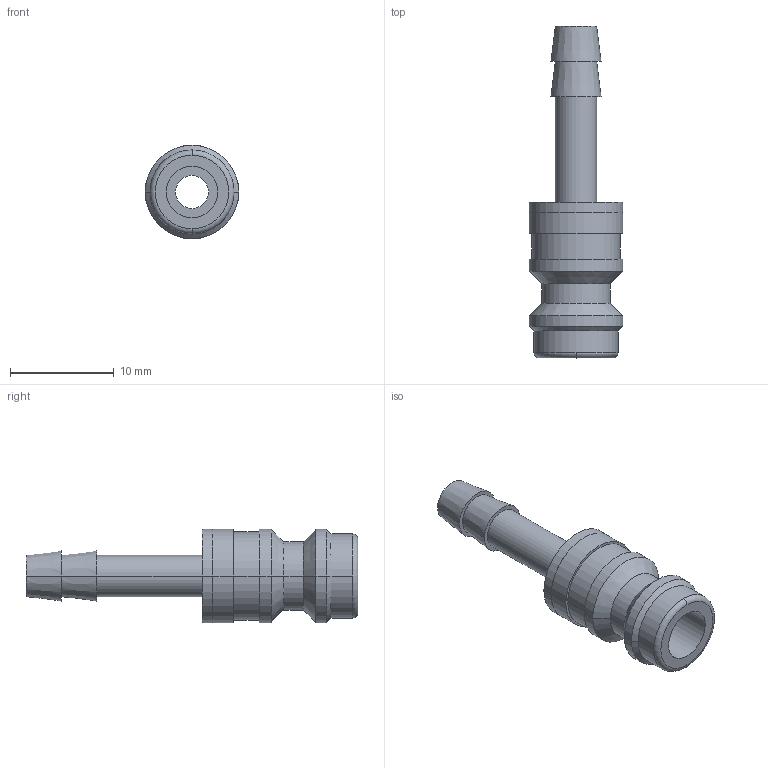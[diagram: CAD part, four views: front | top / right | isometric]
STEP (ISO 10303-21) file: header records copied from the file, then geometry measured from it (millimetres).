
FILE_DESCRIPTION(('STEP AP214'),'1');
FILE_NAME('ESME_4_S.stp','2020-08-17T11:37:48',('TraceParts'),('TraceParts S.A.'),'Spatial InterOp 3D',' ',' ');
FILE_SCHEMA(('AUTOMOTIVE_DESIGN { 1 0 10303 214 1 1 1 1 }'));
Length unit declared in the file: millimetre
Products named in the file (1): ESME_4_S
Bounding box: 9.01 x 32 x 9.01 mm (x, y, z)
Volume: 616 mm3; surface area: 1164.3 mm2
Topology: 1 solids, 1 shells, 41 faces, 85 edges, 53 vertices
Faces by surface type: cylinder 20, cone 10, plane 9, torus 2
Entity records: 1454 total; most frequent: DIRECTION 224, CARTESIAN_POINT 180, ORIENTED_EDGE 170, AXIS2_PLACEMENT_3D 97, EDGE_CURVE 85, CIRCLE 55, VERTEX_POINT 53, EDGE_LOOP 50
